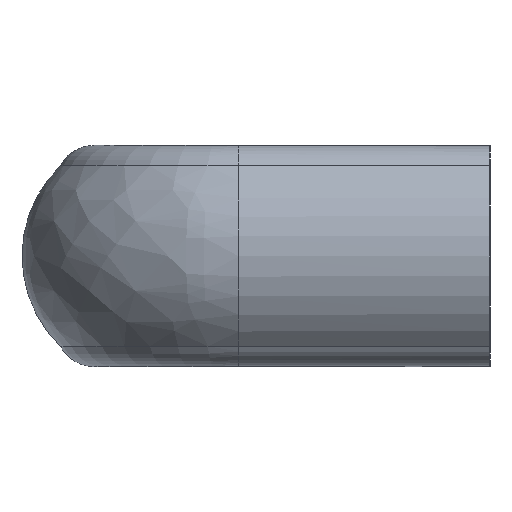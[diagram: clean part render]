
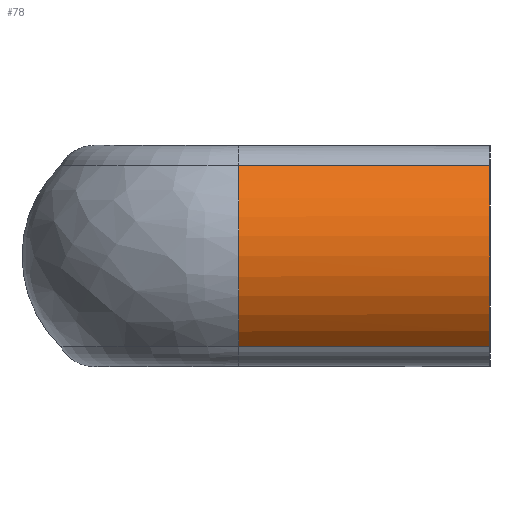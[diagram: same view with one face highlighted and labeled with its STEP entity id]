
A CAD part, left-side view. The second image highlights one B-rep face of the part: STEP entity #78.
In plain terms, the highlighted cylindrical face has radius 14.709 mm (diameter 29.418 mm), a partial arc.
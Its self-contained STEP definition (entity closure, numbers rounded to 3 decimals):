
#78 = ADVANCED_FACE( '', ( #167 ), #168, .T. );
#167 = FACE_OUTER_BOUND( '', #288, .T. );
#168 = CYLINDRICAL_SURFACE( '', #289, 14.709 );
#288 = EDGE_LOOP( '', ( #459, #460, #461, #462 ) );
#289 = AXIS2_PLACEMENT_3D( '', #463, #464, #465 );
#459 = ORIENTED_EDGE( '', *, *, #619, .T. );
#460 = ORIENTED_EDGE( '', *, *, #620, .F. );
#461 = ORIENTED_EDGE( '', *, *, #621, .F. );
#462 = ORIENTED_EDGE( '', *, *, #612, .T. );
#463 = CARTESIAN_POINT( '', ( 14.71, 0., 0. ) );
#464 = DIRECTION( '', ( 0., -1., 0. ) );
#465 = DIRECTION( '', ( 0., 0., 1. ) );
#612 = EDGE_CURVE( '', #717, #652, #718, .T. );
#619 = EDGE_CURVE( '', #652, #694, #726, .T. );
#620 = EDGE_CURVE( '', #727, #694, #728, .T. );
#621 = EDGE_CURVE( '', #717, #727, #729, .T. );
#652 = VERTEX_POINT( '', #769 );
#694 = VERTEX_POINT( '', #936 );
#717 = VERTEX_POINT( '', #970 );
#718 = LINE( '', #971, #972 );
#726 = B_SPLINE_CURVE_WITH_KNOTS( '', 3, ( #997, #998, #999, #1000, #1001, #1002, #1003, #1004, #1005, #1006, #1007, #1008, #1009, #1010, #1011, #1012, #1013, #1014 ), .UNSPECIFIED., .F., .F., ( 4, 2, 2, 2, 2, 2, 2, 2, 4 ), ( 0., 0.125, 0.25, 0.375, 0.5, 0.625, 0.75, 0.875, 1. ), .UNSPECIFIED. );
#727 = VERTEX_POINT( '', #1015 );
#728 = LINE( '', #1016, #1017 );
#729 = CIRCLE( '', #1018, 14.709 );
#769 = CARTESIAN_POINT( '', ( 4.529, 29.5, 10.616 ) );
#936 = CARTESIAN_POINT( '', ( 4.529, 29.5, -10.617 ) );
#970 = CARTESIAN_POINT( '', ( 4.529, 0., 10.616 ) );
#971 = CARTESIAN_POINT( '', ( 4.529, 0., 10.616 ) );
#972 = VECTOR( '', #1138, 1000. );
#997 = CARTESIAN_POINT( '', ( 4.529, 29.5, 10.616 ) );
#998 = CARTESIAN_POINT( '', ( 3.816, 29.5, 9.932 ) );
#999 = CARTESIAN_POINT( '', ( 3.172, 29.5, 9.176 ) );
#1000 = CARTESIAN_POINT( '', ( 2.048, 29.5, 7.55 ) );
#1001 = CARTESIAN_POINT( '', ( 1.568, 29.5, 6.68 ) );
#1002 = CARTESIAN_POINT( '', ( 0.793, 29.5, 4.862 ) );
#1003 = CARTESIAN_POINT( '', ( 0.497, 29.5, 3.913 ) );
#1004 = CARTESIAN_POINT( '', ( 0.101, 29.5, 1.977 ) );
#1005 = CARTESIAN_POINT( '', ( 0.001, 29.5, 0.988 ) );
#1006 = CARTESIAN_POINT( '', ( 0.001, 29.5, -0.988 ) );
#1007 = CARTESIAN_POINT( '', ( 0.101, 29.5, -1.977 ) );
#1008 = CARTESIAN_POINT( '', ( 0.497, 29.5, -3.913 ) );
#1009 = CARTESIAN_POINT( '', ( 0.793, 29.5, -4.862 ) );
#1010 = CARTESIAN_POINT( '', ( 1.568, 29.5, -6.68 ) );
#1011 = CARTESIAN_POINT( '', ( 2.048, 29.5, -7.55 ) );
#1012 = CARTESIAN_POINT( '', ( 3.172, 29.5, -9.176 ) );
#1013 = CARTESIAN_POINT( '', ( 3.816, 29.5, -9.932 ) );
#1014 = CARTESIAN_POINT( '', ( 4.529, 29.5, -10.616 ) );
#1015 = CARTESIAN_POINT( '', ( 4.529, 0., -10.616 ) );
#1016 = CARTESIAN_POINT( '', ( 4.529, 0., -10.616 ) );
#1017 = VECTOR( '', #1145, 1000. );
#1018 = AXIS2_PLACEMENT_3D( '', #1146, #1147, #1148 );
#1138 = DIRECTION( '', ( 0., 1., 0. ) );
#1145 = DIRECTION( '', ( 0., 1., 0. ) );
#1146 = CARTESIAN_POINT( '', ( 14.71, 0., 0. ) );
#1147 = DIRECTION( '', ( 0., -1., 0. ) );
#1148 = DIRECTION( '', ( 0., 0., 1. ) );
